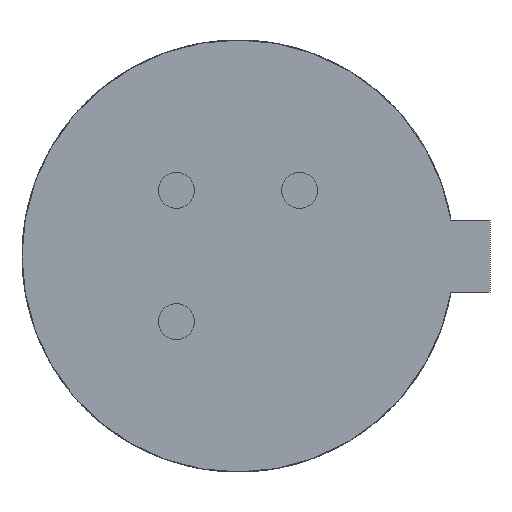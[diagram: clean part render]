
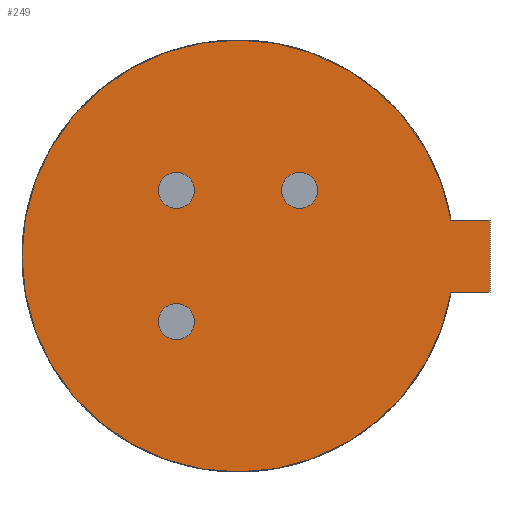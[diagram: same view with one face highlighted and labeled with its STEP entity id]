
A CAD part, front view. The second image highlights one B-rep face of the part: STEP entity #249.
In plain terms, the highlighted planar face has unit normal (0, -1, 0).
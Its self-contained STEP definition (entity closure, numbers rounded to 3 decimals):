
#16=FACE_BOUND('',#65,.T.);
#17=FACE_BOUND('',#66,.T.);
#18=FACE_BOUND('',#67,.T.);
#29=PLANE('',#305);
#46=FACE_OUTER_BOUND('',#64,.T.);
#64=EDGE_LOOP('',(#220,#221,#222,#223));
#65=EDGE_LOOP('',(#224));
#66=EDGE_LOOP('',(#225));
#67=EDGE_LOOP('',(#226));
#73=LINE('',#435,#88);
#77=LINE('',#443,#92);
#81=LINE('',#454,#96);
#88=VECTOR('',#365,10.);
#92=VECTOR('',#371,10.);
#96=VECTOR('',#383,10.);
#99=CIRCLE('',#275,0.25);
#101=CIRCLE('',#279,0.25);
#103=CIRCLE('',#283,0.25);
#112=CIRCLE('',#301,3.);
#115=VERTEX_POINT('',#393);
#117=VERTEX_POINT('',#400);
#119=VERTEX_POINT('',#407);
#126=VERTEX_POINT('',#433);
#127=VERTEX_POINT('',#434);
#130=VERTEX_POINT('',#442);
#132=VERTEX_POINT('',#448);
#136=EDGE_CURVE('',#115,#115,#99,.T.);
#139=EDGE_CURVE('',#117,#117,#101,.T.);
#142=EDGE_CURVE('',#119,#119,#103,.T.);
#153=EDGE_CURVE('',#126,#127,#73,.T.);
#157=EDGE_CURVE('',#130,#126,#77,.T.);
#160=EDGE_CURVE('',#132,#130,#112,.T.);
#163=EDGE_CURVE('',#127,#132,#81,.T.);
#220=ORIENTED_EDGE('',*,*,#163,.F.);
#221=ORIENTED_EDGE('',*,*,#153,.F.);
#222=ORIENTED_EDGE('',*,*,#157,.F.);
#223=ORIENTED_EDGE('',*,*,#160,.F.);
#224=ORIENTED_EDGE('',*,*,#136,.T.);
#225=ORIENTED_EDGE('',*,*,#139,.T.);
#226=ORIENTED_EDGE('',*,*,#142,.T.);
#249=ADVANCED_FACE('',(#46,#16,#17,#18),#29,.F.);
#275=AXIS2_PLACEMENT_3D('',#395,#313,#314);
#279=AXIS2_PLACEMENT_3D('',#402,#322,#323);
#283=AXIS2_PLACEMENT_3D('',#409,#331,#332);
#301=AXIS2_PLACEMENT_3D('',#449,#376,#377);
#305=AXIS2_PLACEMENT_3D('',#457,#387,#388);
#313=DIRECTION('center_axis',(0.,1.,0.));
#314=DIRECTION('ref_axis',(1.,0.,0.));
#322=DIRECTION('center_axis',(0.,1.,0.));
#323=DIRECTION('ref_axis',(1.,0.,0.));
#331=DIRECTION('center_axis',(0.,1.,0.));
#332=DIRECTION('ref_axis',(1.,0.,0.));
#365=DIRECTION('',(0.,0.,-1.));
#371=DIRECTION('',(1.,0.,0.));
#376=DIRECTION('center_axis',(0.,1.,0.));
#377=DIRECTION('ref_axis',(0.986,0.,-0.167));
#383=DIRECTION('',(-1.,0.,0.));
#387=DIRECTION('center_axis',(0.,1.,0.));
#388=DIRECTION('ref_axis',(0.,0.,1.));
#393=CARTESIAN_POINT('',(-1.106,0.,0.911));
#395=CARTESIAN_POINT('Origin',(-0.856,0.,0.911));
#400=CARTESIAN_POINT('',(0.606,0.,0.911));
#402=CARTESIAN_POINT('Origin',(0.856,0.,0.911));
#407=CARTESIAN_POINT('',(-1.106,0.,-0.911));
#409=CARTESIAN_POINT('Origin',(-0.856,0.,-0.911));
#433=CARTESIAN_POINT('',(3.5,0.,0.5));
#434=CARTESIAN_POINT('',(3.5,0.,-0.5));
#435=CARTESIAN_POINT('',(3.5,0.,0.5));
#442=CARTESIAN_POINT('',(2.958,0.,0.5));
#443=CARTESIAN_POINT('',(2.958,0.,0.5));
#448=CARTESIAN_POINT('',(2.958,0.,-0.5));
#449=CARTESIAN_POINT('Origin',(0.,0.,0.));
#454=CARTESIAN_POINT('',(3.5,0.,-0.5));
#457=CARTESIAN_POINT('Origin',(0.25,0.,0.));
